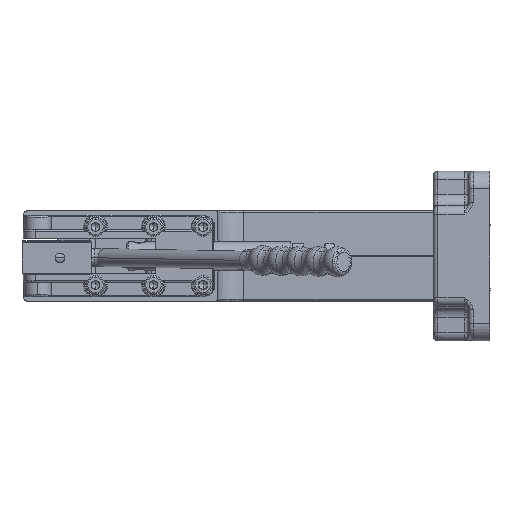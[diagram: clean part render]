
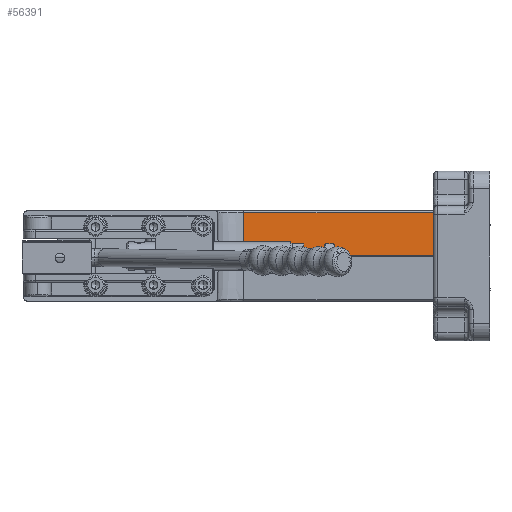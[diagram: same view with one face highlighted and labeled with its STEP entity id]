
A CAD part, left-side view. The second image highlights one B-rep face of the part: STEP entity #56391.
In plain terms, the highlighted planar face has unit normal (-1, 0, 0.018).
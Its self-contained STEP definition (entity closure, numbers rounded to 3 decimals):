
#3849 = AXIS2_PLACEMENT_3D ( 'NONE', #21921, #21929, #21930 ) ;
#12732 = FACE_OUTER_BOUND ( 'NONE', #70257, .T. ) ;
#14896 = DIRECTION ( 'NONE',  ( 0., 1., 0. ) ) ;
#14897 = CARTESIAN_POINT ( 'NONE',  ( 14.025, -161.117, 32.026 ) ) ;
#21921 = CARTESIAN_POINT ( 'NONE',  ( 14.558, -161.117, 62.526 ) ) ;
#21926 = PLANE ( 'NONE',  #3849 ) ;
#21929 = DIRECTION ( 'NONE',  ( 1., 0., -0.017 ) ) ;
#21930 = DIRECTION ( 'NONE',  ( -0.017, 0., -1. ) ) ;
#27720 = LINE ( 'NONE', #14897, #27722 ) ;
#27722 = VECTOR ( 'NONE', #14896, 1000. ) ;
#28027 = LINE ( 'NONE', #52824, #28033 ) ;
#28031 = LINE ( 'NONE', #52826, #28035 ) ;
#28032 = LINE ( 'NONE', #52825, #28036 ) ;
#28033 = VECTOR ( 'NONE', #52828, 1000. ) ;
#28035 = VECTOR ( 'NONE', #52820, 1000. ) ;
#28036 = VECTOR ( 'NONE', #52818, 1000. ) ;
#33603 = ORIENTED_EDGE ( 'NONE', *, *, #55587, .T. ) ;
#33610 = ORIENTED_EDGE ( 'NONE', *, *, #55265, .F. ) ;
#33611 = ORIENTED_EDGE ( 'NONE', *, *, #55588, .F. ) ;
#33686 = ORIENTED_EDGE ( 'NONE', *, *, #55586, .F. ) ;
#52818 = DIRECTION ( 'NONE',  ( 0., -1., 0. ) ) ;
#52820 = DIRECTION ( 'NONE',  ( 0.017, 0., 1. ) ) ;
#52824 = CARTESIAN_POINT ( 'NONE',  ( 14.558, -26.917, 62.526 ) ) ;
#52825 = CARTESIAN_POINT ( 'NONE',  ( 14.558, -161.117, 62.526 ) ) ;
#52826 = CARTESIAN_POINT ( 'NONE',  ( 8723.544, -161.117, 499000. ) ) ;
#52828 = DIRECTION ( 'NONE',  ( 0.017, 0., 1. ) ) ;
#55265 = EDGE_CURVE ( 'NONE', #67460, #67450, #27720, .T. ) ;
#55586 = EDGE_CURVE ( 'NONE', #67450, #67736, #28027, .T. ) ;
#55587 = EDGE_CURVE ( 'NONE', #67460, #67741, #28031, .T. ) ;
#55588 = EDGE_CURVE ( 'NONE', #67736, #67741, #28032, .T. ) ;
#56391 = ADVANCED_FACE ( 'NONE', ( #12732 ), #21926, .F. ) ;
#65193 = CARTESIAN_POINT ( 'NONE',  ( 14.025, -26.917, 32.026 ) ) ;
#65211 = CARTESIAN_POINT ( 'NONE',  ( 14.025, -161.117, 32.026 ) ) ;
#65689 = CARTESIAN_POINT ( 'NONE',  ( 14.558, -26.917, 62.526 ) ) ;
#65697 = CARTESIAN_POINT ( 'NONE',  ( 14.558, -161.117, 62.526 ) ) ;
#67450 = VERTEX_POINT ( 'NONE', #65193 ) ;
#67460 = VERTEX_POINT ( 'NONE', #65211 ) ;
#67736 = VERTEX_POINT ( 'NONE', #65689 ) ;
#67741 = VERTEX_POINT ( 'NONE', #65697 ) ;
#70257 = EDGE_LOOP ( 'NONE', ( #33603, #33611, #33686, #33610 ) ) ;
